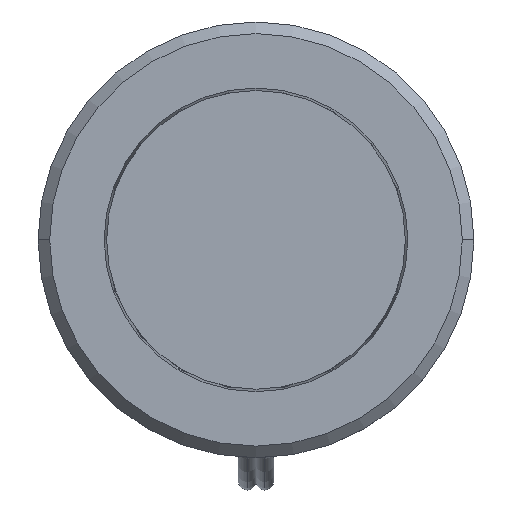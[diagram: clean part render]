
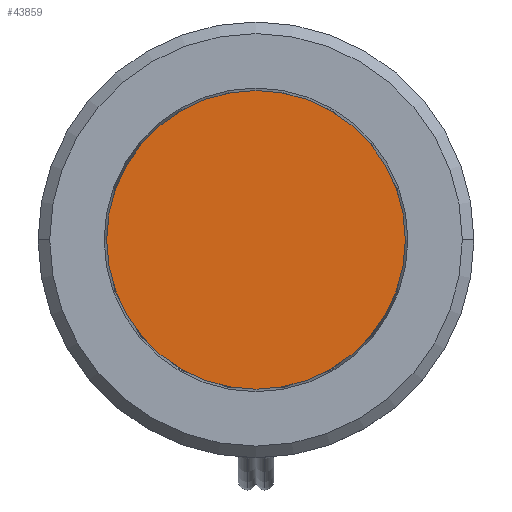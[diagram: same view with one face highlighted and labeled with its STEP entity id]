
A CAD part, top view. The second image highlights one B-rep face of the part: STEP entity #43859.
In plain terms, the highlighted planar face has unit normal (0, 0, 1).
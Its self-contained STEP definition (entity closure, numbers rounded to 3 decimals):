
#2287 = CARTESIAN_POINT ( 'NONE',  ( 0., 0., 25.67 ) ) ;
#7418 = CARTESIAN_POINT ( 'NONE',  ( 0., 0., 25.67 ) ) ;
#8213 = EDGE_CURVE ( 'NONE', #44594, #43960, #40249, .T. ) ;
#13024 = CARTESIAN_POINT ( 'NONE',  ( 19.586, 0., 25.67 ) ) ;
#13650 = CARTESIAN_POINT ( 'NONE',  ( 19.978, -19.586, 25.67 ) ) ;
#14547 = CIRCLE ( 'NONE', #47168, 19.586 ) ;
#14961 = DIRECTION ( 'NONE',  ( 1., 0., 0. ) ) ;
#16420 = AXIS2_PLACEMENT_3D ( 'NONE', #7418, #36451, #24253 ) ;
#18419 = ORIENTED_EDGE ( 'NONE', *, *, #34068, .T. ) ;
#18614 = DIRECTION ( 'NONE',  ( 0., 1., 0. ) ) ;
#23025 = PLANE ( 'NONE',  #24583 ) ;
#23274 = ORIENTED_EDGE ( 'NONE', *, *, #8213, .T. ) ;
#24253 = DIRECTION ( 'NONE',  ( 1., 0., 0. ) ) ;
#24583 = AXIS2_PLACEMENT_3D ( 'NONE', #13650, #35192, #18614 ) ;
#31315 = FACE_OUTER_BOUND ( 'NONE', #42097, .T. ) ;
#31463 = CARTESIAN_POINT ( 'NONE',  ( -19.586, 0., 25.67 ) ) ;
#34068 = EDGE_CURVE ( 'NONE', #43960, #44594, #14547, .T. ) ;
#35192 = DIRECTION ( 'NONE',  ( 0., 0., 1. ) ) ;
#36451 = DIRECTION ( 'NONE',  ( 0., 0., 1. ) ) ;
#40249 = CIRCLE ( 'NONE', #16420, 19.586 ) ;
#42097 = EDGE_LOOP ( 'NONE', ( #18419, #23274 ) ) ;
#43859 = ADVANCED_FACE ( 'NONE', ( #31315 ), #23025, .T. ) ;
#43960 = VERTEX_POINT ( 'NONE', #13024 ) ;
#44594 = VERTEX_POINT ( 'NONE', #31463 ) ;
#47168 = AXIS2_PLACEMENT_3D ( 'NONE', #2287, #52781, #14961 ) ;
#52781 = DIRECTION ( 'NONE',  ( 0., 0., 1. ) ) ;
